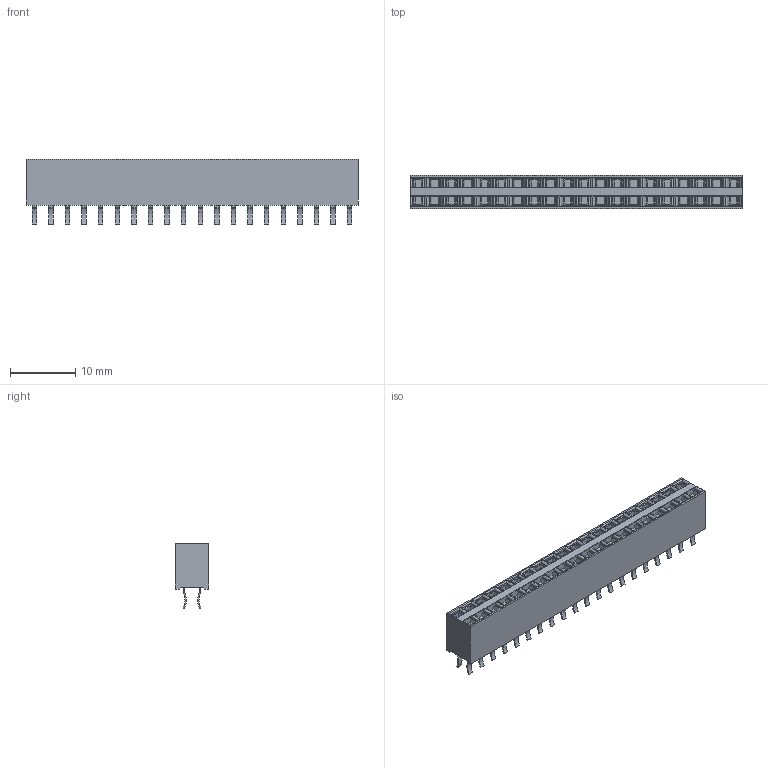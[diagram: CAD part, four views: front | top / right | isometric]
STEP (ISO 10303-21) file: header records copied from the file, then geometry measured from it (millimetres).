
FILE_DESCRIPTION((''),'2;1');
FILE_NAME('C-2-215307-0','2016-02-02T',('workeradm'),('Tyco Electronics Ltd.'),'CREO PARAMETRIC BY PTC INC, 2015200','CREO PARAMETRIC BY PTC INC, 2015200','');
FILE_SCHEMA(('AUTOMOTIVE_DESIGN { 1 0 10303 214 1 1 1 1 }'));
Length unit declared in the file: millimetre
Products named in the file (1): C-2-215307-0
Bounding box: 50.8 x 5.06 x 10 mm (x, y, z)
Volume: 1671.5 mm3; surface area: 1900 mm2
Topology: 1 solids, 1 shells, 1138 faces, 3165 edges, 2110 vertices
Faces by surface type: plane 818, cylinder 320
Entity records: 36933 total; most frequent: CARTESIAN_POINT 7495, ORIENTED_EDGE 6330, DIRECTION 5761, EDGE_CURVE 3165, VECTOR 2525, LINE 2525, VERTEX_POINT 2110, AXIS2_PLACEMENT_3D 1618
